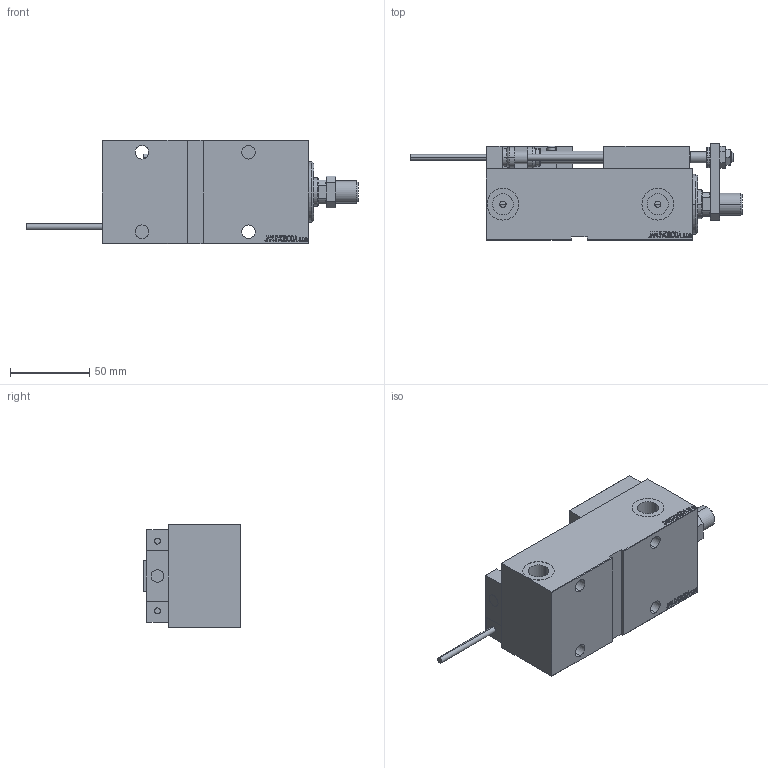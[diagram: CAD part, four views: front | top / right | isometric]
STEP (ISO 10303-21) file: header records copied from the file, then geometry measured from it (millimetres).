
FILE_DESCRIPTION (( 'STEP AP203' ), '1' );
FILE_NAME ('fcc7.STEP', '2024-07-25T07:12:00', ( '' ), ( '' ), 'SwSTEP 2.0', 'SolidWorks 2019', '' );
FILE_SCHEMA (( 'CONFIG_CONTROL_DESIGN' ));
Length unit declared in the file: millimetre
Products named in the file (17): SWITCH X fec713e3e7ae56625cf13513f7182763; Block fec713e3e7ae56625cf13513f7182763; V450CM_MALE_METRIC fec713e3e7ae56625cf13513f7182763; V450CM_E_Body fec713e3e7ae56625cf13513f7182763; ALLEN BOLT D5 fec713e3e7ae56625cf13513f7182763; TYC_L79 fec713e3e7ae56625cf13513f7182763; SWITCH_X_FRONT_BACK fec713e3e7ae56625cf13513f7182763; KONCOVKA fec713e3e7ae56625cf13513f7182763; NUT_D12 fec713e3e7ae56625cf13513f7182763; V450CM_E_VCP fec713e3e7ae56625cf13513f7182763; fcc7; SWITCH DIM B,W fec713e3e7ae56625cf13513f7182763; NUT_D10 fec713e3e7ae56625cf13513f7182763; V450CM_VC_B fec713e3e7ae56625cf13513f7182763; ZARAZKA fec713e3e7ae56625cf13513f7182763; ALLEN BOLT D8 fec713e3e7ae56625cf13513f7182763; MAGNET fec713e3e7ae56625cf13513f7182763
Assembly tree (26 placements, depth 3):
  fcc7
    V450CM_E_Body fec713e3e7ae56625cf13513f7182763
    V450CM_E_VCP fec713e3e7ae56625cf13513f7182763
    V450CM_VC_B fec713e3e7ae56625cf13513f7182763
    V450CM_MALE_METRIC fec713e3e7ae56625cf13513f7182763
    SWITCH X fec713e3e7ae56625cf13513f7182763
      SWITCH_X_FRONT_BACK fec713e3e7ae56625cf13513f7182763  x2
      TYC_L79 fec713e3e7ae56625cf13513f7182763
      Block fec713e3e7ae56625cf13513f7182763  x2
      ALLEN BOLT D5 fec713e3e7ae56625cf13513f7182763  x4
      ALLEN BOLT D8 fec713e3e7ae56625cf13513f7182763  x4
      MAGNET fec713e3e7ae56625cf13513f7182763  x2
      KONCOVKA fec713e3e7ae56625cf13513f7182763  x2
    SWITCH DIM B,W fec713e3e7ae56625cf13513f7182763
    ZARAZKA fec713e3e7ae56625cf13513f7182763
    NUT_D10 fec713e3e7ae56625cf13513f7182763
    NUT_D12 fec713e3e7ae56625cf13513f7182763
Bounding box: 209 x 60.5 x 65 mm (x, y, z)
Volume: 399242.3 mm3; surface area: 91285.9 mm2
Topology: 25 solids, 25 shells, 1306 faces, 3126 edges, 1996 vertices
Faces by surface type: plane 573, bspline 380, cylinder 186, cone 117, torus 46, sphere 4
Entity records: 50610 total; most frequent: CARTESIAN_POINT 25587, ORIENTED_EDGE 5272, DIRECTION 3567, EDGE_CURVE 2636, VERTEX_POINT 1720, VECTOR 1519, LINE 1519, EDGE_LOOP 1216
